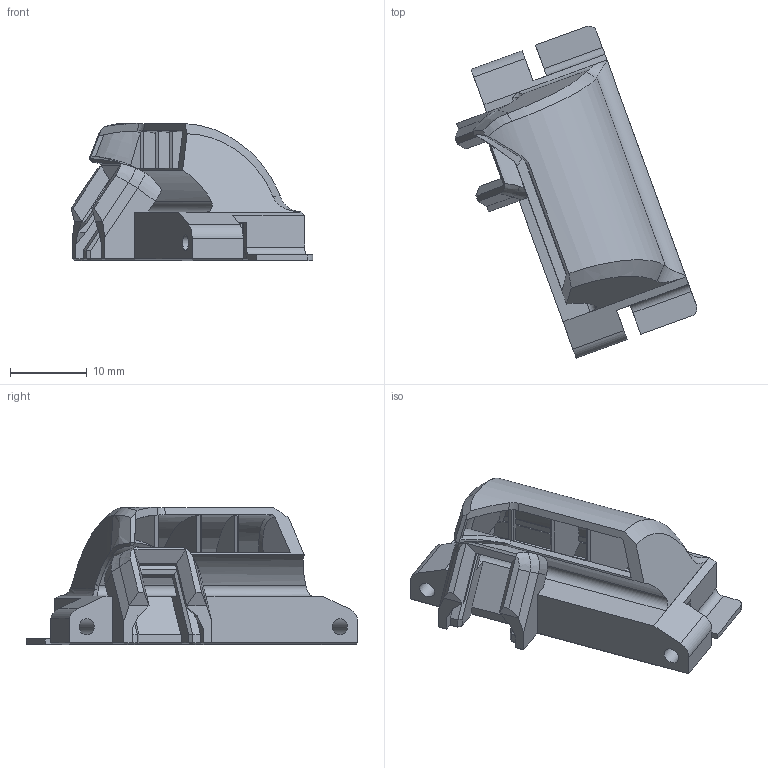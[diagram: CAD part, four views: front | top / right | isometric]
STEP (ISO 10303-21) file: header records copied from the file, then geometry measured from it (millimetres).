
FILE_DESCRIPTION(/* description */ (''),/* implementation_level */ '2;1');
FILE_NAME(/* name */ 'Beefy_xol_ducks v3.step',/* time_stamp */ '2024-01-07T21:58:28-05:00',/* author */ (''),/* organization */ (''),/* preprocessor_version */ 'ST-DEVELOPER v20',/* originating_system */ 'Autodesk Translation Framework v12.14.0.127',/* authorisation */ '');
FILE_SCHEMA (('AUTOMOTIVE_DESIGN { 1 0 10303 214 3 1 1 }'));
Length unit declared in the file: millimetre
Products named in the file (2): Beefy_xol_ducks; Xol LED Ducts
Assembly tree (1 placements, depth 2):
  Beefy_xol_ducks
    Xol LED Ducts
Bounding box: 31.42 x 43.12 x 17.8 mm (x, y, z)
Volume: 3174.5 mm3; surface area: 5085 mm2
Topology: 1 solids, 1 shells, 241 faces, 700 edges, 439 vertices
Faces by surface type: plane 189, cylinder 26, bspline 20, cone 6
Full cylindrical faces by diameter (mm): 2.1 x2
Entity records: 8893 total; most frequent: CARTESIAN_POINT 2646, ORIENTED_EDGE 1400, DIRECTION 1144, EDGE_CURVE 700, LINE 530, VECTOR 530, VERTEX_POINT 439, AXIS2_PLACEMENT_3D 307
